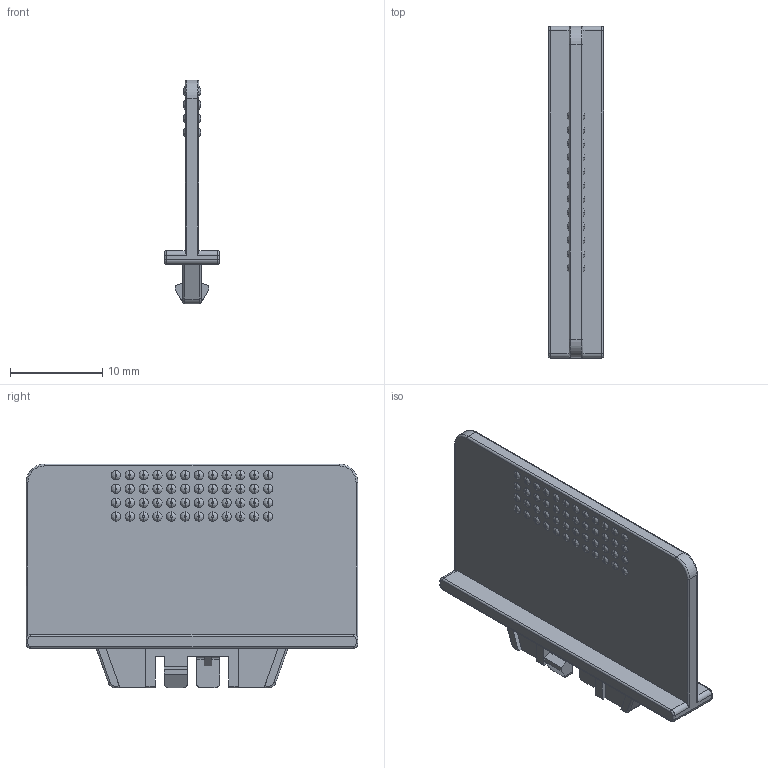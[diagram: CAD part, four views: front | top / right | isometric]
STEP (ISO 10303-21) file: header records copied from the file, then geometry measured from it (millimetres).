
FILE_DESCRIPTION(/* description */ (''),/* implementation_level */ '2;1');
FILE_NAME(/* name */ 'gb.stp',/* time_stamp */ '2024-01-25T16:13:52+08:00',/* author */ (''),/* organization */ (''),/* preprocessor_version */ 'ST-DEVELOPER v14',/* originating_system */ 'SIEMENS PLM Software NX 8.0',/* authorisation */ '');
FILE_SCHEMA (('CONFIG_CONTROL_DESIGN'));
Length unit declared in the file: millimetre
Products named in the file (1): gb_stp
Bounding box: 6 x 36 x 24.3 mm (x, y, z)
Volume: 1444.7 mm3; surface area: 2124.4 mm2
Topology: 1 solids, 1 shells, 395 faces, 852 edges, 556 vertices
Faces by surface type: bspline 192, plane 145, cylinder 42, torus 16
Entity records: 15478 total; most frequent: CARTESIAN_POINT 6864, DIRECTION 1928, ORIENTED_EDGE 1704, AXIS2_PLACEMENT_3D 876, EDGE_CURVE 852, CIRCLE 662, VERTEX_POINT 556, EDGE_LOOP 492
